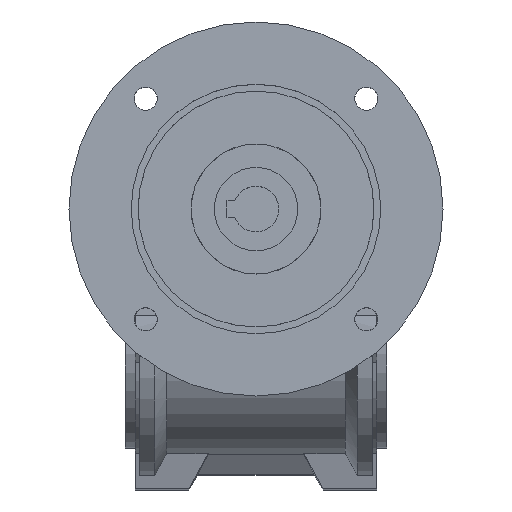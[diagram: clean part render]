
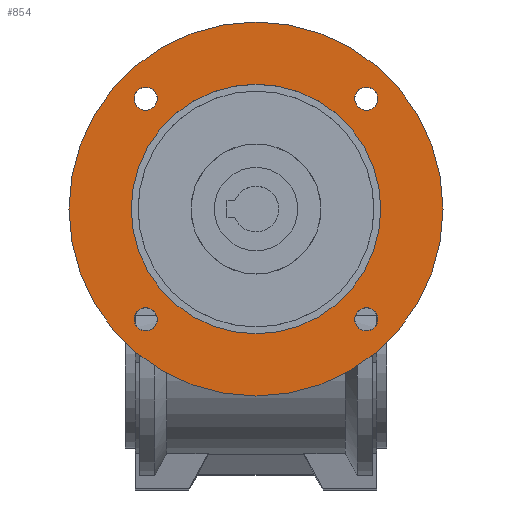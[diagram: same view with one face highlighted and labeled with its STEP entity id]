
A CAD part, top view. The second image highlights one B-rep face of the part: STEP entity #854.
In plain terms, the highlighted planar face has unit normal (0, 0, 1).
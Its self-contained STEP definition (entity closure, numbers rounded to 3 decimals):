
#854 = ADVANCED_FACE( 'NONE', ( #2158, #2159, #2160, #2161, #2162, #2163 ), #2164, .T. );
#2158 = FACE_OUTER_BOUND( '', #3986, .T. );
#2159 = FACE_BOUND( '', #3987, .T. );
#2160 = FACE_BOUND( '', #3988, .T. );
#2161 = FACE_BOUND( '', #3989, .T. );
#2162 = FACE_BOUND( '', #3990, .T. );
#2163 = FACE_BOUND( '', #3991, .T. );
#2164 = PLANE( '', #3992 );
#3986 = EDGE_LOOP( '', ( #6835 ) );
#3987 = EDGE_LOOP( '', ( #6836 ) );
#3988 = EDGE_LOOP( '', ( #6837 ) );
#3989 = EDGE_LOOP( '', ( #6838 ) );
#3990 = EDGE_LOOP( '', ( #6839 ) );
#3991 = EDGE_LOOP( '', ( #6840 ) );
#3992 = AXIS2_PLACEMENT_3D( '', #6841, #6842, #6843 );
#6835 = ORIENTED_EDGE( '', *, *, #12278, .T. );
#6836 = ORIENTED_EDGE( '', *, *, #12279, .T. );
#6837 = ORIENTED_EDGE( '', *, *, #11531, .T. );
#6838 = ORIENTED_EDGE( '', *, *, #12280, .T. );
#6839 = ORIENTED_EDGE( '', *, *, #12281, .T. );
#6840 = ORIENTED_EDGE( '', *, *, #12282, .T. );
#6841 = CARTESIAN_POINT( '', ( 0., -46., 11.5 ) );
#6842 = DIRECTION( '', ( 0., 0., 1. ) );
#6843 = DIRECTION( '', ( -1., 0., 0. ) );
#11531 = EDGE_CURVE( 'NONE', #13541, #13541, #13542, .F. );
#12278 = EDGE_CURVE( 'NONE', #14833, #14833, #14834, .T. );
#12279 = EDGE_CURVE( 'NONE', #14835, #14835, #14836, .F. );
#12280 = EDGE_CURVE( 'NONE', #14837, #14837, #14838, .F. );
#12281 = EDGE_CURVE( 'NONE', #14839, #14839, #14840, .F. );
#12282 = EDGE_CURVE( 'NONE', #14841, #14841, #14842, .F. );
#13541 = VERTEX_POINT( '', #16528 );
#13542 = CIRCLE( '', #16529, 2.796 );
#14833 = VERTEX_POINT( '', #19010 );
#14834 = CIRCLE( '', #19011, 44.974 );
#14835 = VERTEX_POINT( '', #19012 );
#14836 = CIRCLE( '', #19013, 2.796 );
#14837 = VERTEX_POINT( '', #19014 );
#14838 = CIRCLE( '', #19015, 2.796 );
#14839 = VERTEX_POINT( '', #19016 );
#14840 = CIRCLE( '', #19017, 2.796 );
#14841 = VERTEX_POINT( '', #19018 );
#14842 = CIRCLE( '', #19019, 30. );
#16528 = CARTESIAN_POINT( '', ( 23.72, -26.517, 11.5 ) );
#16529 = AXIS2_PLACEMENT_3D( '', #22902, #22903, #22904 );
#19010 = CARTESIAN_POINT( '', ( -44.974, 0., 11.5 ) );
#19011 = AXIS2_PLACEMENT_3D( '', #23672, #23673, #23674 );
#19012 = CARTESIAN_POINT( '', ( -29.313, 26.517, 11.5 ) );
#19013 = AXIS2_PLACEMENT_3D( '', #23675, #23676, #23677 );
#19014 = CARTESIAN_POINT( '', ( 23.72, 26.517, 11.5 ) );
#19015 = AXIS2_PLACEMENT_3D( '', #23678, #23679, #23680 );
#19016 = CARTESIAN_POINT( '', ( -29.313, -26.517, 11.5 ) );
#19017 = AXIS2_PLACEMENT_3D( '', #23681, #23682, #23683 );
#19018 = CARTESIAN_POINT( '', ( -30., 0., 11.5 ) );
#19019 = AXIS2_PLACEMENT_3D( '', #23684, #23685, #23686 );
#22902 = CARTESIAN_POINT( '', ( 26.517, -26.517, 11.5 ) );
#22903 = DIRECTION( '', ( 0., 0., 1. ) );
#22904 = DIRECTION( '', ( -1., 0., 0. ) );
#23672 = CARTESIAN_POINT( '', ( 0., 0., 11.5 ) );
#23673 = DIRECTION( '', ( 0., 0., 1. ) );
#23674 = DIRECTION( '', ( -1., 0., 0. ) );
#23675 = CARTESIAN_POINT( '', ( -26.517, 26.517, 11.5 ) );
#23676 = DIRECTION( '', ( 0., 0., 1. ) );
#23677 = DIRECTION( '', ( -1., 0., 0. ) );
#23678 = CARTESIAN_POINT( '', ( 26.517, 26.517, 11.5 ) );
#23679 = DIRECTION( '', ( 0., 0., 1. ) );
#23680 = DIRECTION( '', ( -1., 0., 0. ) );
#23681 = CARTESIAN_POINT( '', ( -26.517, -26.517, 11.5 ) );
#23682 = DIRECTION( '', ( 0., 0., 1. ) );
#23683 = DIRECTION( '', ( -1., 0., 0. ) );
#23684 = CARTESIAN_POINT( '', ( 0., 0., 11.5 ) );
#23685 = DIRECTION( '', ( 0., 0., 1. ) );
#23686 = DIRECTION( '', ( -1., 0., 0. ) );
